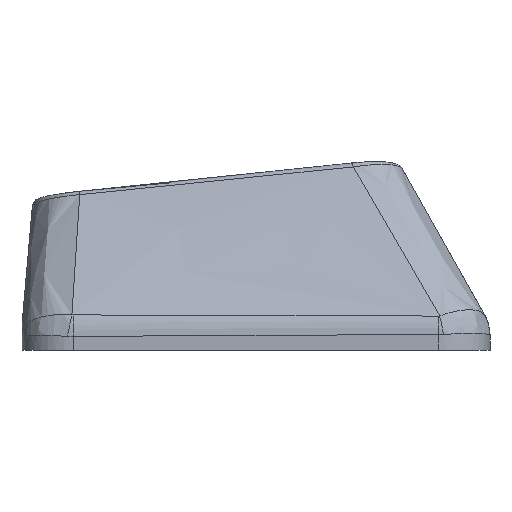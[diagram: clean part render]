
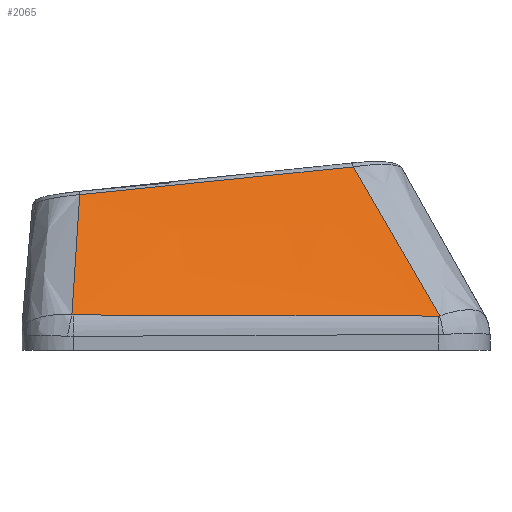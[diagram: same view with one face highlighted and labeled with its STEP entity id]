
A CAD part, left-side view. The second image highlights one B-rep face of the part: STEP entity #2065.
In plain terms, the highlighted free-form (B-spline) face has degree [3, 3] with [4, 4] control points.
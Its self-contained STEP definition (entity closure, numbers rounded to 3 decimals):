
#251=FACE_OUTER_BOUND('',#351,.T.);
#351=EDGE_LOOP('',(#1651,#1652,#1653,#1654,#1655,#1656));
#581=B_SPLINE_CURVE_WITH_KNOTS('',3,(#4492,#4493,#4494,#4495),
 .UNSPECIFIED.,.F.,.F.,(4,4),(0.,0.005),
 .UNSPECIFIED.);
#583=B_SPLINE_CURVE_WITH_KNOTS('',3,(#4519,#4520,#4521,#4522),
 .UNSPECIFIED.,.F.,.F.,(4,4),(0.,1.416),.UNSPECIFIED.);
#585=B_SPLINE_CURVE_WITH_KNOTS('',3,(#4546,#4547,#4548,#4549),
 .UNSPECIFIED.,.F.,.F.,(4,4),(0.,0.006),
 .UNSPECIFIED.);
#600=B_SPLINE_CURVE_WITH_KNOTS('',3,(#4825,#4826,#4827,#4828),
 .UNSPECIFIED.,.F.,.F.,(4,4),(0.023,0.762),
 .UNSPECIFIED.);
#601=B_SPLINE_CURVE_WITH_KNOTS('',3,(#4830,#4831,#4832,#4833),
 .UNSPECIFIED.,.F.,.F.,(4,4),(-1.066,0.),
 .UNSPECIFIED.);
#602=B_SPLINE_CURVE_WITH_KNOTS('',3,(#4834,#4835,#4836,#4837),
 .UNSPECIFIED.,.F.,.F.,(4,4),(-0.58,-0.018),
 .UNSPECIFIED.);
#834=VERTEX_POINT('',#4454);
#836=VERTEX_POINT('',#4485);
#838=VERTEX_POINT('',#4512);
#840=VERTEX_POINT('',#4539);
#856=VERTEX_POINT('',#4824);
#857=VERTEX_POINT('',#4829);
#1115=EDGE_CURVE('',#834,#836,#581,.T.);
#1118=EDGE_CURVE('',#836,#838,#583,.T.);
#1121=EDGE_CURVE('',#838,#840,#585,.T.);
#1145=EDGE_CURVE('',#856,#834,#600,.T.);
#1146=EDGE_CURVE('',#857,#856,#601,.T.);
#1147=EDGE_CURVE('',#840,#857,#602,.T.);
#1651=ORIENTED_EDGE('',*,*,#1121,.F.);
#1652=ORIENTED_EDGE('',*,*,#1118,.F.);
#1653=ORIENTED_EDGE('',*,*,#1115,.F.);
#1654=ORIENTED_EDGE('',*,*,#1145,.F.);
#1655=ORIENTED_EDGE('',*,*,#1146,.F.);
#1656=ORIENTED_EDGE('',*,*,#1147,.F.);
#2000=B_SPLINE_SURFACE_WITH_KNOTS('',3,3,((#4808,#4809,#4810,#4811),(#4812,
#4813,#4814,#4815),(#4816,#4817,#4818,#4819),(#4820,#4821,#4822,#4823)),
 .UNSPECIFIED.,.F.,.F.,.F.,(4,4),(4,4),(0.098,0.893),
(0.029,0.947),.UNSPECIFIED.);
#2065=ADVANCED_FACE('',(#251),#2000,.T.);
#4454=CARTESIAN_POINT('',(-16.041,-7.127,0.338));
#4485=CARTESIAN_POINT('',(-16.043,-7.077,0.334));
#4492=CARTESIAN_POINT('Ctrl Pts',(-16.041,-7.127,0.338));
#4493=CARTESIAN_POINT('Ctrl Pts',(-16.042,-7.111,0.335));
#4494=CARTESIAN_POINT('Ctrl Pts',(-16.043,-7.094,0.334));
#4495=CARTESIAN_POINT('Ctrl Pts',(-16.043,-7.077,0.334));
#4512=CARTESIAN_POINT('',(-15.972,7.086,0.378));
#4519=CARTESIAN_POINT('Ctrl Pts',(-16.043,-7.077,0.334));
#4520=CARTESIAN_POINT('Ctrl Pts',(-16.024,-2.357,0.347));
#4521=CARTESIAN_POINT('Ctrl Pts',(-16.002,2.364,0.362));
#4522=CARTESIAN_POINT('Ctrl Pts',(-15.972,7.086,0.378));
#4539=CARTESIAN_POINT('',(-15.969,7.143,0.383));
#4546=CARTESIAN_POINT('Ctrl Pts',(-15.972,7.086,0.378));
#4547=CARTESIAN_POINT('Ctrl Pts',(-15.972,7.105,0.378));
#4548=CARTESIAN_POINT('Ctrl Pts',(-15.971,7.124,0.38));
#4549=CARTESIAN_POINT('Ctrl Pts',(-15.969,7.143,0.383));
#4808=CARTESIAN_POINT('Ctrl Pts',(-12.879,-4.143,6.161));
#4809=CARTESIAN_POINT('Ctrl Pts',(-13.933,-5.139,4.219));
#4810=CARTESIAN_POINT('Ctrl Pts',(-14.988,-6.134,2.276));
#4811=CARTESIAN_POINT('Ctrl Pts',(-16.043,-7.129,0.334));
#4812=CARTESIAN_POINT('Ctrl Pts',(-12.879,-0.382,
5.779));
#4813=CARTESIAN_POINT('Ctrl Pts',(-13.933,-1.045,3.957));
#4814=CARTESIAN_POINT('Ctrl Pts',(-14.988,-1.708,2.135));
#4815=CARTESIAN_POINT('Ctrl Pts',(-16.043,-2.372,0.313));
#4816=CARTESIAN_POINT('Ctrl Pts',(-12.879,3.38,5.396));
#4817=CARTESIAN_POINT('Ctrl Pts',(-13.933,3.049,3.695));
#4818=CARTESIAN_POINT('Ctrl Pts',(-14.988,2.717,1.993));
#4819=CARTESIAN_POINT('Ctrl Pts',(-16.043,2.386,0.292));
#4820=CARTESIAN_POINT('Ctrl Pts',(-12.879,7.142,5.013));
#4821=CARTESIAN_POINT('Ctrl Pts',(-13.933,7.142,3.432));
#4822=CARTESIAN_POINT('Ctrl Pts',(-14.988,7.143,1.852));
#4823=CARTESIAN_POINT('Ctrl Pts',(-16.043,7.143,0.272));
#4824=CARTESIAN_POINT('',(-12.88,-3.767,6.121));
#4825=CARTESIAN_POINT('Ctrl Pts',(-12.88,-3.767,6.121));
#4826=CARTESIAN_POINT('Ctrl Pts',(-13.939,-4.892,4.198));
#4827=CARTESIAN_POINT('Ctrl Pts',(-14.992,-6.011,2.27));
#4828=CARTESIAN_POINT('Ctrl Pts',(-16.041,-7.127,0.338));
#4829=CARTESIAN_POINT('',(-12.879,6.84,5.044));
#4830=CARTESIAN_POINT('Ctrl Pts',(-12.879,6.84,5.044));
#4831=CARTESIAN_POINT('Ctrl Pts',(-12.88,3.305,5.402));
#4832=CARTESIAN_POINT('Ctrl Pts',(-12.88,-0.231,
5.761));
#4833=CARTESIAN_POINT('Ctrl Pts',(-12.88,-3.767,6.121));
#4834=CARTESIAN_POINT('Ctrl Pts',(-15.969,7.143,0.383));
#4835=CARTESIAN_POINT('Ctrl Pts',(-14.934,7.036,1.934));
#4836=CARTESIAN_POINT('Ctrl Pts',(-13.903,6.933,3.488));
#4837=CARTESIAN_POINT('Ctrl Pts',(-12.879,6.84,5.044));
